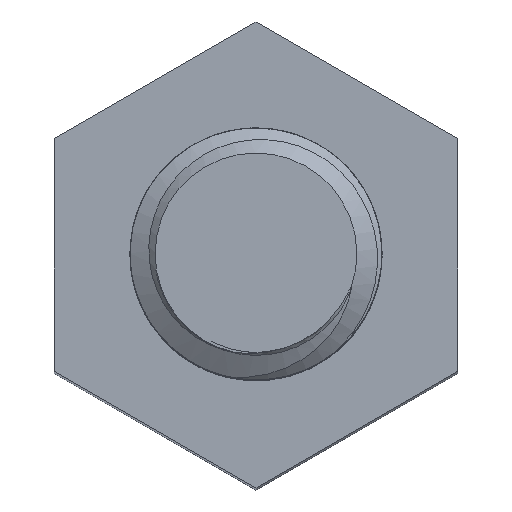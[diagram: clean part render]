
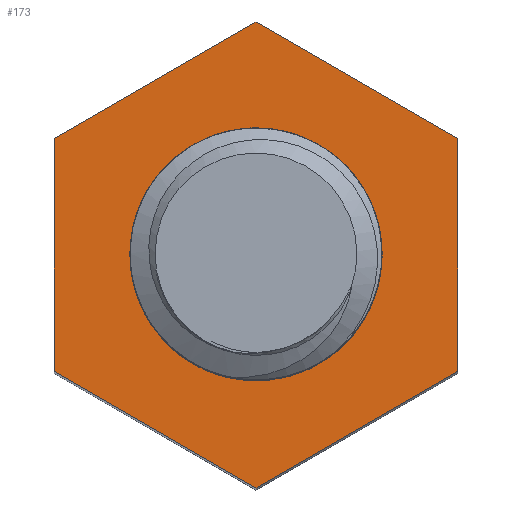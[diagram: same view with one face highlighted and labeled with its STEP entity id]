
A CAD part, top view. The second image highlights one B-rep face of the part: STEP entity #173.
In plain terms, the highlighted planar face has unit normal (0, 0, 1).
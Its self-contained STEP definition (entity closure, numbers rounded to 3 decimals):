
#173=ADVANCED_FACE('',(#9867,#9869),#9871,.T.);
#9867=FACE_BOUND('',#9868,.T.);
#9868=EDGE_LOOP('',(#17869,#17870,#17871,#17872,#17873,#17874));
#9869=FACE_BOUND('',#9870,.T.);
#9870=EDGE_LOOP('',(#17875));
#9871=PLANE('',#9872);
#9872=AXIS2_PLACEMENT_3D('',#9873,#9874,#9875);
#9873=CARTESIAN_POINT('',(0.,0.,12.));
#9874=DIRECTION('',(0.,0.,1.));
#9875=DIRECTION('',(-1.,0.,0.));
#17869=ORIENTED_EDGE('',*,*,#18081,.T.);
#17870=ORIENTED_EDGE('',*,*,#18079,.T.);
#17871=ORIENTED_EDGE('',*,*,#18077,.T.);
#17872=ORIENTED_EDGE('',*,*,#18075,.T.);
#17873=ORIENTED_EDGE('',*,*,#18073,.T.);
#17874=ORIENTED_EDGE('',*,*,#18071,.T.);
#17875=ORIENTED_EDGE('',*,*,#18082,.F.);
#18071=EDGE_CURVE('',#18238,#18236,#18239,.T.);
#18073=EDGE_CURVE('',#18241,#18238,#18242,.T.);
#18075=EDGE_CURVE('',#18244,#18241,#18245,.T.);
#18077=EDGE_CURVE('',#18247,#18244,#18248,.T.);
#18079=EDGE_CURVE('',#18250,#18247,#18251,.T.);
#18081=EDGE_CURVE('',#18236,#18250,#18253,.T.);
#18082=EDGE_CURVE('',#18254,#18254,#18255,.F.);
#18236=VERTEX_POINT('',#21370);
#18238=VERTEX_POINT('',#21374);
#18239=LINE('',#21375,#21376);
#18241=VERTEX_POINT('',#21381);
#18242=LINE('',#21382,#21383);
#18244=VERTEX_POINT('',#21388);
#18245=LINE('',#21389,#21390);
#18247=VERTEX_POINT('',#21395);
#18248=LINE('',#21396,#21397);
#18250=VERTEX_POINT('',#21402);
#18251=LINE('',#21403,#21404);
#18253=LINE('',#21409,#21410);
#18254=VERTEX_POINT('',#21412);
#18255=CIRCLE('',#21413,0.95);
#21370=CARTESIAN_POINT('',(0.,-2.309,12.));
#21374=CARTESIAN_POINT('',(-2.,-1.155,12.));
#21375=CARTESIAN_POINT('',(-2.,-1.155,12.));
#21376=VECTOR('',#21377,1.);
#21377=DIRECTION('',(0.866,-0.5,0.));
#21381=CARTESIAN_POINT('',(-2.,1.155,12.));
#21382=CARTESIAN_POINT('',(-2.,1.155,12.));
#21383=VECTOR('',#21384,1.);
#21384=DIRECTION('',(0.,-1.,0.));
#21388=CARTESIAN_POINT('',(0.,2.309,12.));
#21389=CARTESIAN_POINT('',(0.,2.309,12.));
#21390=VECTOR('',#21391,1.);
#21391=DIRECTION('',(-0.866,-0.5,0.));
#21395=CARTESIAN_POINT('',(2.,1.155,12.));
#21396=CARTESIAN_POINT('',(2.,1.155,12.));
#21397=VECTOR('',#21398,1.);
#21398=DIRECTION('',(-0.866,0.5,0.));
#21402=CARTESIAN_POINT('',(2.,-1.155,12.));
#21403=CARTESIAN_POINT('',(2.,-1.155,12.));
#21404=VECTOR('',#21405,1.);
#21405=DIRECTION('',(0.,1.,0.));
#21409=CARTESIAN_POINT('',(0.,-2.309,12.));
#21410=VECTOR('',#21411,1.);
#21411=DIRECTION('',(0.866,0.5,0.));
#21412=CARTESIAN_POINT('',(0.,0.95,12.));
#21413=AXIS2_PLACEMENT_3D('',#21414,#21415,#21416);
#21414=CARTESIAN_POINT('',(0.,0.,12.));
#21415=DIRECTION('',(-0.,-0.,-1.));
#21416=DIRECTION('',(0.,1.,0.));
